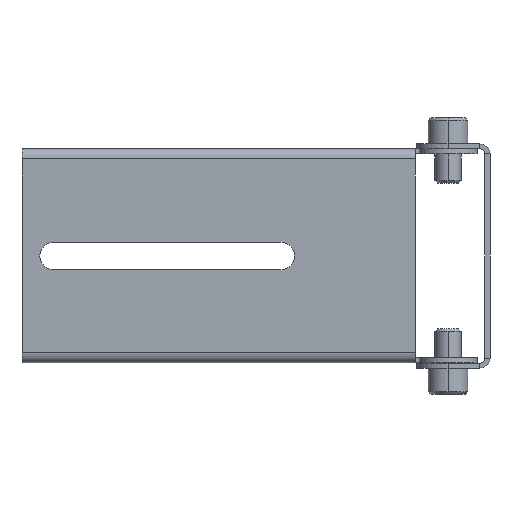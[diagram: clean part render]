
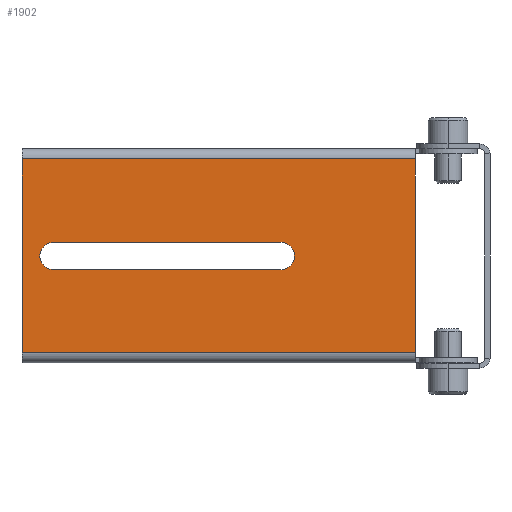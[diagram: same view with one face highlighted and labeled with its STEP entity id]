
A CAD part, left-side view. The second image highlights one B-rep face of the part: STEP entity #1902.
In plain terms, the highlighted planar face has unit normal (-1, 0, 0).
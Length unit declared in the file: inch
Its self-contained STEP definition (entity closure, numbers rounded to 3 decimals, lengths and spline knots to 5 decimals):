
#463=DIRECTION('',(0.,0.,-1.));
#464=VECTOR('',#463,1.848);
#465=CARTESIAN_POINT('',(-0.12,0.715,1.996));
#466=LINE('',#465,#464);
#475=DIRECTION('',(0.,1.,0.));
#476=VECTOR('',#475,3.75);
#477=CARTESIAN_POINT('',(-0.12,0.715,1.996));
#478=LINE('',#477,#476);
#479=CARTESIAN_POINT('',(-0.12,1.995,1.07));
#480=DIRECTION('',(-1.,0.,0.));
#481=DIRECTION('',(0.,0.,-1.));
#482=AXIS2_PLACEMENT_3D('',#479,#480,#481);
#484=DIRECTION('',(0.,-1.,0.));
#485=VECTOR('',#484,2.17);
#486=CARTESIAN_POINT('',(-0.12,4.165,1.2));
#487=LINE('',#486,#485);
#488=CARTESIAN_POINT('',(-0.12,4.165,1.07));
#489=DIRECTION('',(-1.,0.,0.));
#490=DIRECTION('',(0.,0.,1.));
#491=AXIS2_PLACEMENT_3D('',#488,#489,#490);
#493=DIRECTION('',(0.,1.,0.));
#494=VECTOR('',#493,2.17);
#495=CARTESIAN_POINT('',(-0.12,1.995,0.94));
#496=LINE('',#495,#494);
#497=DIRECTION('',(0.,1.,0.));
#498=VECTOR('',#497,3.75);
#499=CARTESIAN_POINT('',(-0.12,0.715,0.148));
#500=LINE('',#499,#498);
#855=DIRECTION('',(0.,0.,-1.));
#856=VECTOR('',#855,1.848);
#857=CARTESIAN_POINT('',(-0.12,4.465,1.996));
#858=LINE('',#857,#856);
#999=CARTESIAN_POINT('',(-0.12,0.715,1.996));
#1000=CARTESIAN_POINT('',(-0.12,0.715,0.148));
#1001=VERTEX_POINT('',#999);
#1002=VERTEX_POINT('',#1000);
#1005=CARTESIAN_POINT('',(-0.12,4.465,1.996));
#1006=CARTESIAN_POINT('',(-0.12,4.465,0.148));
#1007=VERTEX_POINT('',#1005);
#1008=VERTEX_POINT('',#1006);
#1057=CARTESIAN_POINT('',(-0.12,1.995,0.94));
#1058=CARTESIAN_POINT('',(-0.12,1.995,1.2));
#1059=VERTEX_POINT('',#1057);
#1060=VERTEX_POINT('',#1058);
#1061=CARTESIAN_POINT('',(-0.12,4.165,0.94));
#1062=VERTEX_POINT('',#1061);
#1063=CARTESIAN_POINT('',(-0.12,4.165,1.2));
#1064=VERTEX_POINT('',#1063);
#1879=CARTESIAN_POINT('',(-0.12,0.715,1.996));
#1880=DIRECTION('',(-1.,0.,0.));
#1881=DIRECTION('',(0.,0.,-1.));
#1882=AXIS2_PLACEMENT_3D('',#1879,#1880,#1881);
#1883=PLANE('',#1882);
#1884=ORIENTED_EDGE('',*,*,#1870,.T.);
#1886=ORIENTED_EDGE('',*,*,#1885,.T.);
#1888=ORIENTED_EDGE('',*,*,#1887,.F.);
#1889=ORIENTED_EDGE('',*,*,#1806,.F.);
#1890=EDGE_LOOP('',(#1884,#1886,#1888,#1889));
#1891=FACE_OUTER_BOUND('',#1890,.F.);
#1893=ORIENTED_EDGE('',*,*,#1892,.T.);
#1895=ORIENTED_EDGE('',*,*,#1894,.F.);
#1897=ORIENTED_EDGE('',*,*,#1896,.T.);
#1899=ORIENTED_EDGE('',*,*,#1898,.F.);
#1900=EDGE_LOOP('',(#1893,#1895,#1897,#1899));
#1901=FACE_BOUND('',#1900,.F.);
#1902=ADVANCED_FACE('',(#1891,#1901),#1883,.T.);
#483=CIRCLE('',#482,0.13);
#492=CIRCLE('',#491,0.13);
#1806=EDGE_CURVE('',#1001,#1007,#478,.T.);
#1870=EDGE_CURVE('',#1001,#1002,#466,.T.);
#1885=EDGE_CURVE('',#1002,#1008,#500,.T.);
#1887=EDGE_CURVE('',#1007,#1008,#858,.T.);
#1892=EDGE_CURVE('',#1059,#1060,#483,.T.);
#1894=EDGE_CURVE('',#1064,#1060,#487,.T.);
#1896=EDGE_CURVE('',#1064,#1062,#492,.T.);
#1898=EDGE_CURVE('',#1059,#1062,#496,.T.);
